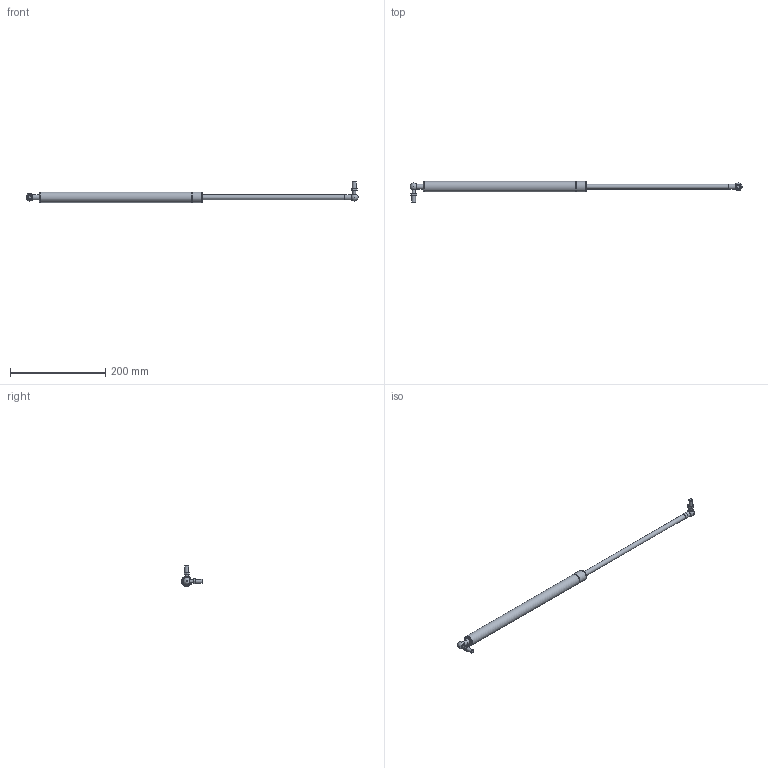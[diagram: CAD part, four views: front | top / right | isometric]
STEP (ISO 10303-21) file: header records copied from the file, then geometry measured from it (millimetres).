
FILE_DESCRIPTION(/* description */ (''),/* implementation_level */ '2;1');
FILE_NAME(/* name */ 'DR_SB-680-B.stp',/* time_stamp */ '2023-07-13T13:03:24+09:00',/* author */ ('user'),/* organization */ (''),/* preprocessor_version */ 'ST-DEVELOPER v15.6',/* originating_system */ 'Autodesk Inventor 2015',/* authorisation */ '');
FILE_SCHEMA (('AUTOMOTIVE_DESIGN { 1 0 10303 214 3 1 1 }'));
Length unit declared in the file: millimetre
Products named in the file (7): DR_SB680-BASE; DR_SB680-SUPPORT; DR_SB680-B-RING; 링크볼_B-3; 링크볼_B-2; 링크볼_B; DR_SB-680-B
Bounding box: 695.5 x 44.07 x 44.07 mm (x, y, z)
Volume: 76370.6 mm3; surface area: 61608.9 mm2
Topology: 7 solids, 7 shells, 117 faces, 304 edges, 189 vertices
Faces by surface type: bspline 48, plane 38, cylinder 16, cone 6, sphere 6, torus 3
Full cylindrical faces by diameter (mm): 8 x4, 8.5 x2, 10 x2, 10.5 x2, 13 x1, 18 x2, 20 x1, 22 x2
Entity records: 2527 total; most frequent: CARTESIAN_POINT 989, ORIENTED_EDGE 256, DIRECTION 252, EDGE_CURVE 128, AXIS2_PLACEMENT_3D 111, EDGE_LOOP 104, VERTEX_POINT 98, ADVANCED_FACE 71
